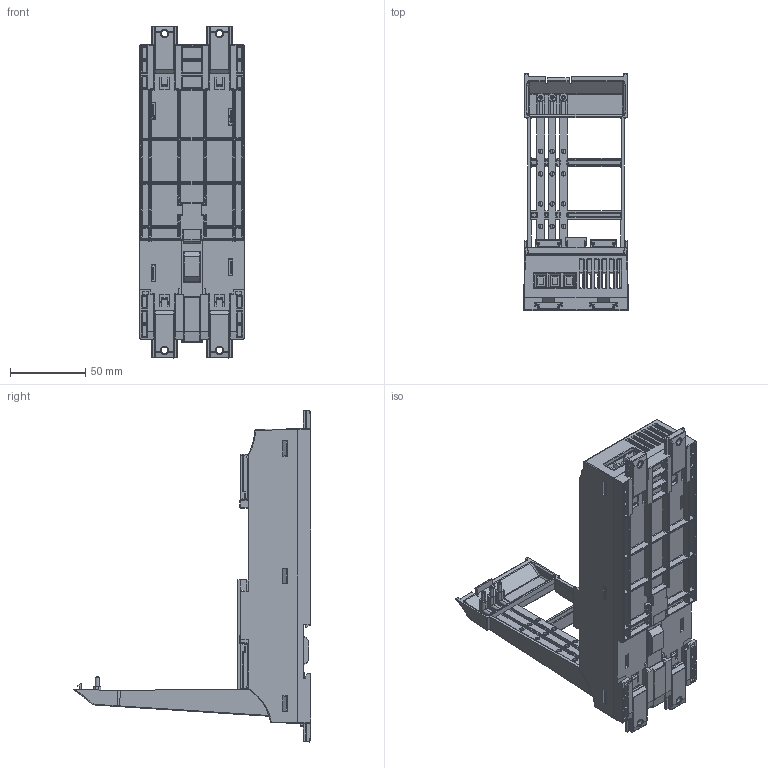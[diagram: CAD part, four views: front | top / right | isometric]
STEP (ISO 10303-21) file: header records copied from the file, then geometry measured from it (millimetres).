
FILE_DESCRIPTION (( 'STEP AP214' ), '1' );
FILE_NAME ('CFW300-KFA.STEP', '2018-08-21T20:58:04', ( '' ), ( '' ), 'SwSTEP 2.0', 'SolidWorks 2017', '' );
FILE_SCHEMA (( 'AUTOMOTIVE_DESIGN' ));
Length unit declared in the file: inch
Products named in the file (1): CFW300-KFA
Bounding box: 70.01 x 158.36 x 221.03 mm (x, y, z)
Volume: 160764.2 mm3; surface area: 165954.2 mm2
Topology: 18 solids, 18 shells, 5100 faces, 12758 edges, 7547 vertices
Faces by surface type: plane 1909, cylinder 1834, bspline 1281, cone 76
Entity records: 182026 total; most frequent: CARTESIAN_POINT 68782, ORIENTED_EDGE 25166, DIRECTION 19246, EDGE_CURVE 12583, VERTEX_POINT 7547, VECTOR 6910, LINE 6910, AXIS2_PLACEMENT_3D 6168
